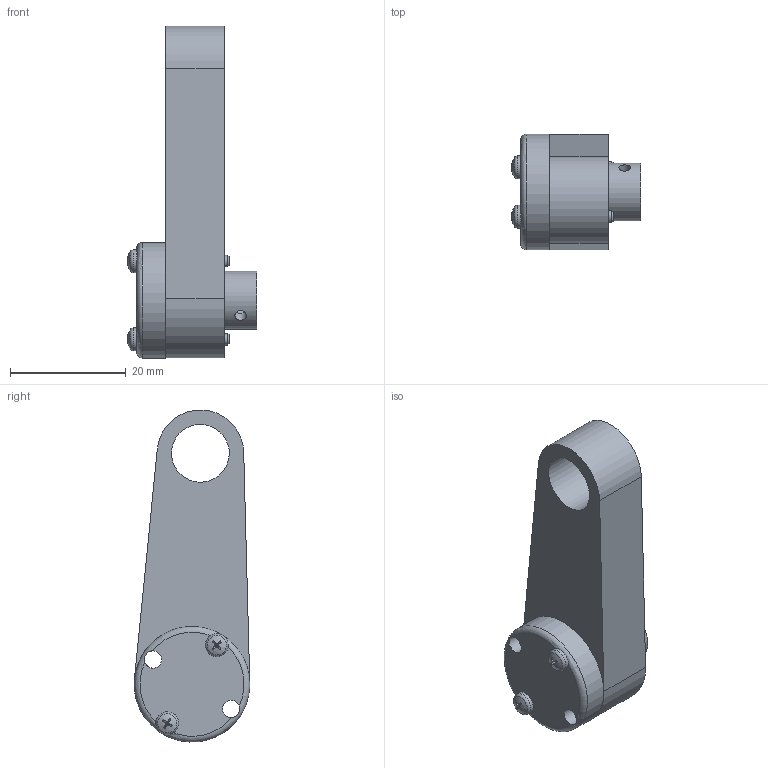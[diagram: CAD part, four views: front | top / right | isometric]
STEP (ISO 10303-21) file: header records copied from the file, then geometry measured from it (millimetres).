
FILE_DESCRIPTION(/* description */ (''),/* implementation_level */ '2;1');
FILE_NAME(/* name */ 'P4.stp',/* time_stamp */ '2021-10-31T16:57:16+02:00',/* author */ ('Mohamed Teleb'),/* organization */ (''),/* preprocessor_version */ 'ST-DEVELOPER v17',/* originating_system */ 'Autodesk Inventor 2019',/* authorisation */ '');
FILE_SCHEMA (('AUTOMOTIVE_DESIGN { 1 0 10303 214 3 1 1 }'));
Length unit declared in the file: millimetre
Products named in the file (4): Assembly1; Cranck; CranckCouplerFromServo; ISO 7045 - M2 x 16_ - 4.8 - H - ISO
Assembly tree (4 placements, depth 2):
  Assembly1
    Cranck
    CranckCouplerFromServo
    ISO 7045 - M2 x 16_ - 4.8 - H - ISO  x2
Bounding box: 22.34 x 19.99 x 57.46 mm (x, y, z)
Volume: 10376.8 mm3; surface area: 5868 mm2
Topology: 4 solids, 4 shells, 87 faces, 233 edges, 154 vertices
Faces by surface type: plane 28, cone 24, cylinder 21, torus 12, sphere 2
Full cylindrical faces by diameter (mm): 1.783 x2, 2 x4, 3 x8, 5.7 x1, 10 x3, 20 x1
Entity records: 2323 total; most frequent: CARTESIAN_POINT 618, DIRECTION 347, ORIENTED_EDGE 306, EDGE_CURVE 153, AXIS2_PLACEMENT_3D 151, VERTEX_POINT 102, EDGE_LOOP 81, CIRCLE 73
